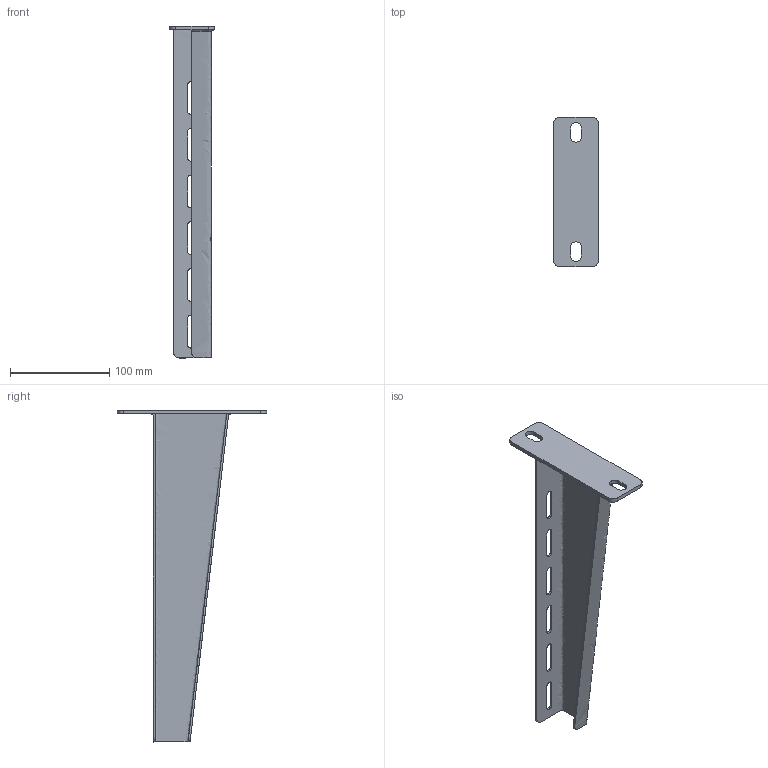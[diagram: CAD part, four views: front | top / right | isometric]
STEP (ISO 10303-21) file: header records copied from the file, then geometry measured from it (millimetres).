
FILE_DESCRIPTION (( 'STEP AP203' ), '1' );
FILE_NAME ('CLW10-NKU-300-020-4-HDZ Êîíñîëü óñèëåííàÿ NKU 300 HDZ.STEP', '2016-04-13T12:04:55', ( '' ), ( '' ), 'SwSTEP 2.0', 'SolidWorks 2014', '' );
FILE_SCHEMA (( 'CONFIG_CONTROL_DESIGN' ));
Length unit declared in the file: millimetre
Products named in the file (1): CLW10-NKU-300-020-4-HDZ Êîíñîëü óñèëåííàÿ NKU 300 HDZ
Bounding box: 45 x 150 x 334 mm (x, y, z)
Volume: 94547.9 mm3; surface area: 85349.4 mm2
Topology: 1 solids, 1 shells, 54 faces, 166 edges, 115 vertices
Faces by surface type: plane 25, cylinder 22, bspline 7
Entity records: 3049 total; most frequent: CARTESIAN_POINT 1520, ORIENTED_EDGE 332, DIRECTION 255, EDGE_CURVE 166, VERTEX_POINT 115, AXIS2_PLACEMENT_3D 86, VECTOR 83, LINE 83
